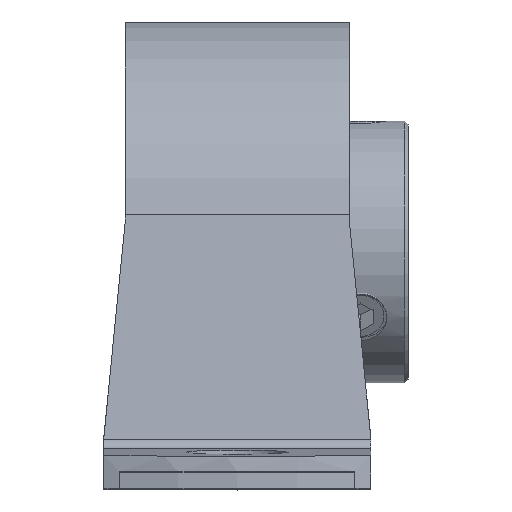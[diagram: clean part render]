
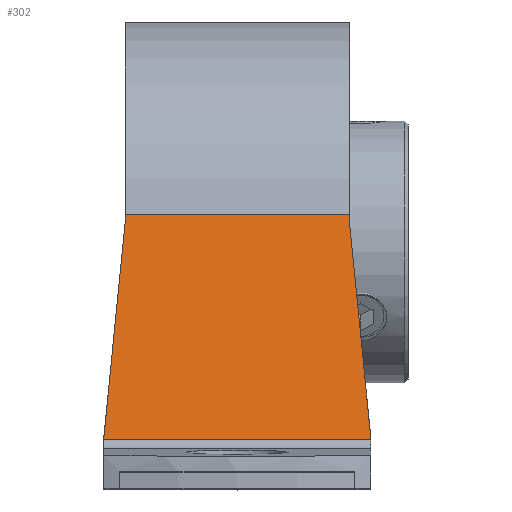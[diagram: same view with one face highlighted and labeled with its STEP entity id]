
A CAD part, top view. The second image highlights one B-rep face of the part: STEP entity #302.
In plain terms, the highlighted planar face has unit normal (0, 0.16, 0.987).
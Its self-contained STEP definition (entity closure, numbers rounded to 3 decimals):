
#302 = ADVANCED_FACE( '', ( #665 ), #666, .F. );
#665 = FACE_OUTER_BOUND( '', #1142, .T. );
#666 = PLANE( '', #1143 );
#1142 = EDGE_LOOP( '', ( #1803, #1804, #1805, #1806, #1807, #1808, #1809, #1810 ) );
#1143 = AXIS2_PLACEMENT_3D( '', #1811, #1812, #1813 );
#1803 = ORIENTED_EDGE( '', *, *, #2982, .T. );
#1804 = ORIENTED_EDGE( '', *, *, #2983, .T. );
#1805 = ORIENTED_EDGE( '', *, *, #2984, .T. );
#1806 = ORIENTED_EDGE( '', *, *, #2985, .F. );
#1807 = ORIENTED_EDGE( '', *, *, #2986, .F. );
#1808 = ORIENTED_EDGE( '', *, *, #2885, .T. );
#1809 = ORIENTED_EDGE( '', *, *, #2987, .T. );
#1810 = ORIENTED_EDGE( '', *, *, #2988, .T. );
#1811 = CARTESIAN_POINT( '', ( 25., 25.662, 21.321 ) );
#1812 = DIRECTION( '', ( 0., -0.16, -0.987 ) );
#1813 = DIRECTION( '', ( 0., 0.987, -0.16 ) );
#2885 = EDGE_CURVE( '', #3377, #3386, #3388, .T. );
#2982 = EDGE_CURVE( '', #3555, #3556, #3557, .T. );
#2983 = EDGE_CURVE( '', #3556, #3558, #3559, .T. );
#2984 = EDGE_CURVE( '', #3558, #3560, #3561, .T. );
#2985 = EDGE_CURVE( '', #3562, #3560, #3563, .T. );
#2986 = EDGE_CURVE( '', #3377, #3562, #3564, .T. );
#2987 = EDGE_CURVE( '', #3386, #3565, #3566, .T. );
#2988 = EDGE_CURVE( '', #3565, #3555, #3567, .T. );
#3377 = VERTEX_POINT( '', #4115 );
#3386 = VERTEX_POINT( '', #4126 );
#3388 = LINE( '', #4129, #4130 );
#3555 = VERTEX_POINT( '', #4398 );
#3556 = VERTEX_POINT( '', #4399 );
#3557 = LINE( '', #4400, #4401 );
#3558 = VERTEX_POINT( '', #4402 );
#3559 = LINE( '', #4403, #4404 );
#3560 = VERTEX_POINT( '', #4405 );
#3561 = LINE( '', #4406, #4407 );
#3562 = VERTEX_POINT( '', #4408 );
#3563 = LINE( '', #4409, #4410 );
#3564 = LINE( '', #4411, #4412 );
#3565 = VERTEX_POINT( '', #4413 );
#3566 = LINE( '', #4414, #4415 );
#3567 = LINE( '', #4416, #4417 );
#4115 = CARTESIAN_POINT( '', ( 25., 4.733, 24.719 ) );
#4126 = CARTESIAN_POINT( '', ( 23., 24.941, 21.438 ) );
#4129 = CARTESIAN_POINT( '', ( 22.948, 25.464, 21.353 ) );
#4130 = VECTOR( '', #5470, 1000. );
#4398 = CARTESIAN_POINT( '', ( 2., 25.662, 21.321 ) );
#4399 = CARTESIAN_POINT( '', ( 2., 24.941, 21.438 ) );
#4400 = CARTESIAN_POINT( '', ( 2., 25.662, 21.321 ) );
#4401 = VECTOR( '', #5610, 1000. );
#4402 = CARTESIAN_POINT( '', ( 0., 4.733, 24.719 ) );
#4403 = CARTESIAN_POINT( '', ( 2.288, 27.852, 20.965 ) );
#4404 = VECTOR( '', #5611, 1000. );
#4405 = CARTESIAN_POINT( '', ( 0., 4.595, 24.741 ) );
#4406 = CARTESIAN_POINT( '', ( 0., 25.662, 21.321 ) );
#4407 = VECTOR( '', #5612, 1000. );
#4408 = CARTESIAN_POINT( '', ( 25., 4.595, 24.741 ) );
#4409 = CARTESIAN_POINT( '', ( 25., 4.595, 24.741 ) );
#4410 = VECTOR( '', #5613, 1000. );
#4411 = CARTESIAN_POINT( '', ( 25., 25.662, 21.321 ) );
#4412 = VECTOR( '', #5614, 1000. );
#4413 = CARTESIAN_POINT( '', ( 23., 25.662, 21.321 ) );
#4414 = CARTESIAN_POINT( '', ( 23., 25.662, 21.321 ) );
#4415 = VECTOR( '', #5615, 1000. );
#4416 = CARTESIAN_POINT( '', ( 25., 25.662, 21.321 ) );
#4417 = VECTOR( '', #5616, 1000. );
#5470 = DIRECTION( '', ( -0.097, 0.982, -0.159 ) );
#5610 = DIRECTION( '', ( 0., -0.987, 0.16 ) );
#5611 = DIRECTION( '', ( -0.097, -0.982, 0.159 ) );
#5612 = DIRECTION( '', ( 0., -0.987, 0.16 ) );
#5613 = DIRECTION( '', ( -1., 0., 0. ) );
#5614 = DIRECTION( '', ( 0., -0.987, 0.16 ) );
#5615 = DIRECTION( '', ( 0., 0.987, -0.16 ) );
#5616 = DIRECTION( '', ( -1., 0., 0. ) );
